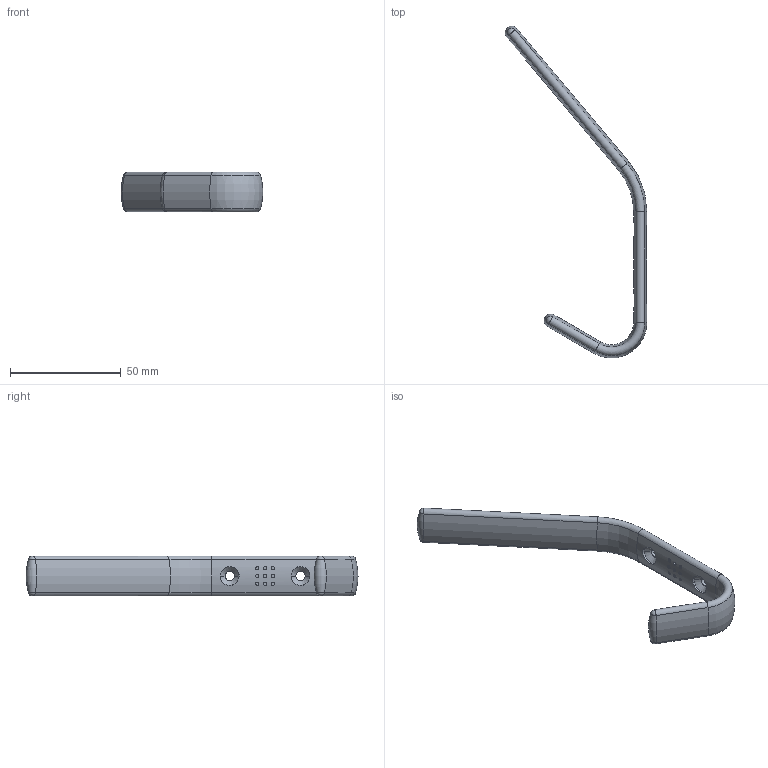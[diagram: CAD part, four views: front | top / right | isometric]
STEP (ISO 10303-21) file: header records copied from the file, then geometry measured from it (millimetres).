
FILE_DESCRIPTION(('Creo Elements/Direct Modeling STEP Export'),'2;1');
FILE_NAME('1606.stp','2017-09-07T15:45:40',(''),(''),'Creo Elements/Direct Modeling STEP processor for AP214 (Solid Model)','Creo Elements/Direct Modeling 20.0 12-Nov-2016 (C) Parametric Technology GmbH','');
FILE_SCHEMA(('AUTOMOTIVE_DESIGN { 1 0 10303 214 1 1 1 1 }'));
Length unit declared in the file: millimetre
Products named in the file (1): Huthaken_Dot
Bounding box: 64.1 x 149.97 x 18 mm (x, y, z)
Volume: 17900.9 mm3; surface area: 8739.3 mm2
Topology: 1 solids, 1 shells, 72 faces, 155 edges, 91 vertices
Faces by surface type: cylinder 42, plane 12, torus 10, cone 4, sphere 4
Entity records: 5590 total; most frequent: CARTESIAN_POINT 4027, DIRECTION 324, ORIENTED_EDGE 302, EDGE_CURVE 151, AXIS2_PLACEMENT_3D 137, VERTEX_POINT 91, EDGE_LOOP 86, FACE_OUTER_BOUND 72
